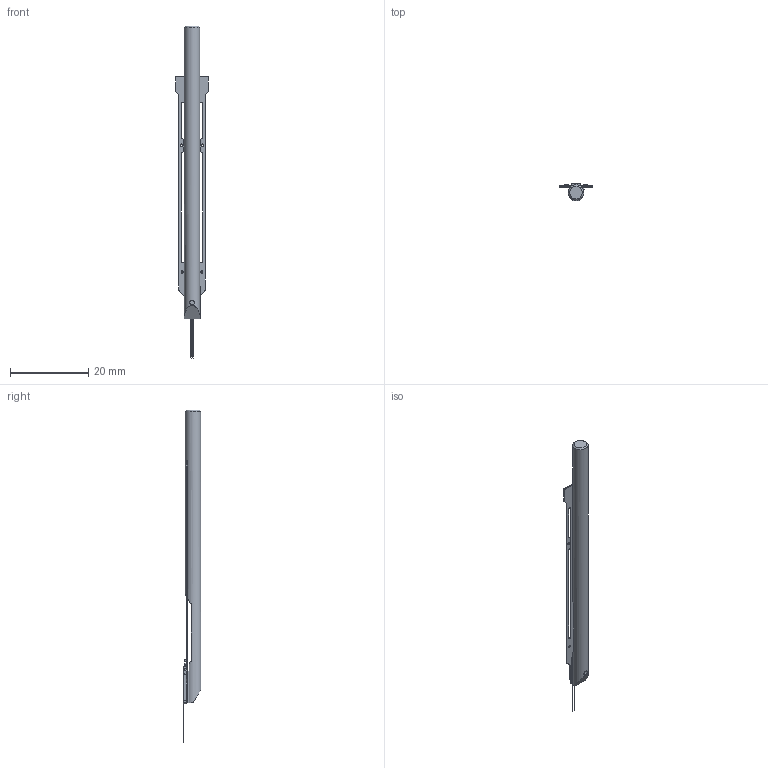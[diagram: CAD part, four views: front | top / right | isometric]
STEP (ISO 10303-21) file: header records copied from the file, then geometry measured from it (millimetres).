
FILE_DESCRIPTION(/* description */ (''),/* implementation_level */ '2;1');
FILE_NAME(/* name */ 'NEUROPIXELS GEN 2 PROBE ASSY.stp',/* time_stamp */ '2025-04-16T12:33:53-04:00',/* author */ ('arnoldj'),/* organization */ (''),/* preprocessor_version */ 'ST-DEVELOPER v19.2',/* originating_system */ 'Autodesk Inventor 2023',/* authorisation */ '');
FILE_SCHEMA (('AUTOMOTIVE_DESIGN { 1 0 10303 214 3 1 1 }'));
Length unit declared in the file: inch
Products named in the file (4): NEUROPIXELS GEN 2 PROBE ASSY; J008040; J008039; NPM_FLEX_00-00
Assembly tree (3 placements, depth 2):
  NEUROPIXELS GEN 2 PROBE ASSY
    J008040
    J008039
    NPM_FLEX_00-00
Bounding box: 8.4 x 4.57 x 85 mm (x, y, z)
Volume: 971.3 mm3; surface area: 1934.2 mm2
Topology: 33 solids, 33 shells, 546 faces, 1287 edges, 702 vertices
Faces by surface type: plane 198, cylinder 160, sphere 116, bspline 70, cone 2
Full cylindrical faces by diameter (mm): 0.6 x4, 1.219 x1, 4 x1
Entity records: 16463 total; most frequent: CARTESIAN_POINT 4641, DIRECTION 2428, ORIENTED_EDGE 2364, EDGE_CURVE 1182, AXIS2_PLACEMENT_3D 931, VERTEX_POINT 702, LINE 566, VECTOR 566
